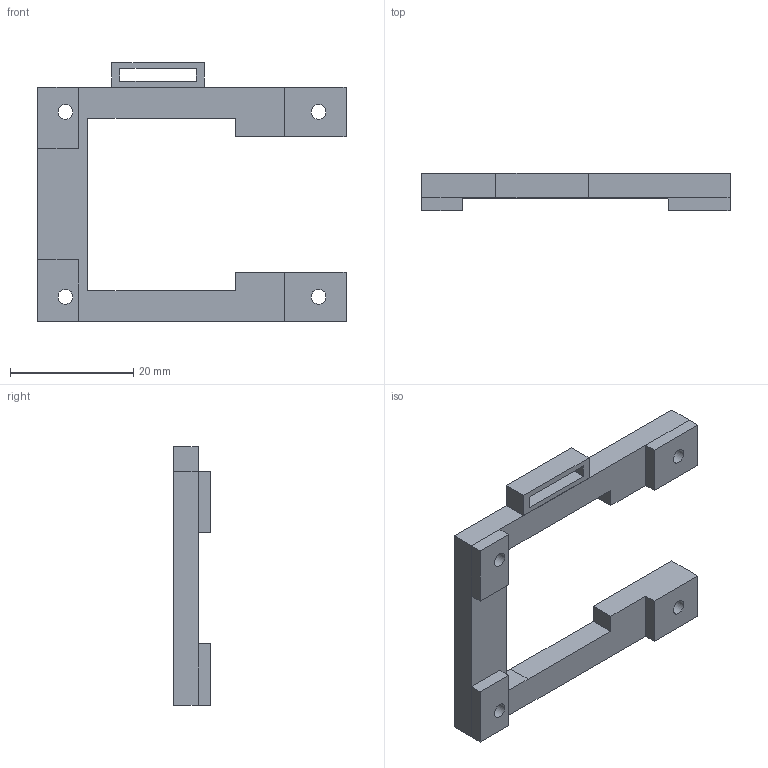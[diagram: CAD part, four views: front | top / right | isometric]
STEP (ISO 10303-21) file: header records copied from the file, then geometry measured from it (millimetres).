
FILE_DESCRIPTION(('FreeCAD Model'),'2;1');
FILE_NAME('Open CASCADE Shape Model','2024-11-22T14:25:49',('Author'),( ''),'Open CASCADE STEP processor 7.7','FreeCAD','Unknown');
FILE_SCHEMA(('AUTOMOTIVE_DESIGN { 1 0 10303 214 1 1 1 1 }'));
Length unit declared in the file: millimetre
Products named in the file (4): BASE; Part; Cut; Pad
Assembly tree (3 placements, depth 3):
  BASE
    Part
      Cut
    Pad
Bounding box: 50 x 6 x 42 mm (x, y, z)
Volume: 3935.3 mm3; surface area: 3508.7 mm2
Topology: 2 solids, 2 shells, 48 faces, 122 edges, 78 vertices
Faces by surface type: plane 44, cylinder 4
Full cylindrical faces by diameter (mm): 2.4 x4
Entity records: 1844 total; most frequent: CARTESIAN_POINT 252, ORIENTED_EDGE 244, DIRECTION 234, EDGE_CURVE 122, LINE 114, VECTOR 114, VERTEX_POINT 78, AXIS2_PLACEMENT_3D 60
